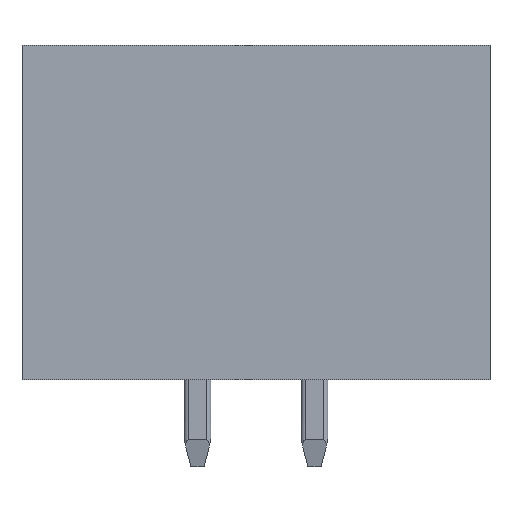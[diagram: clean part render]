
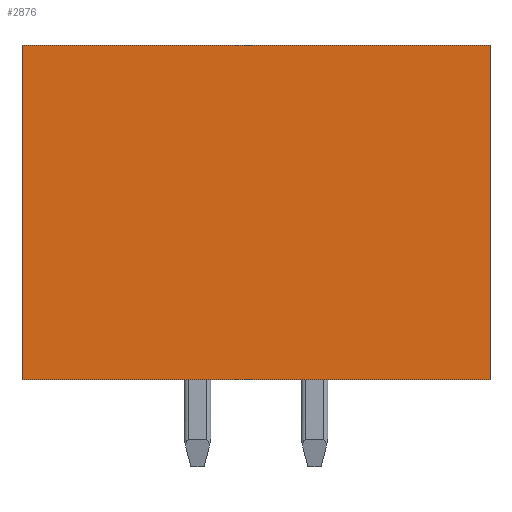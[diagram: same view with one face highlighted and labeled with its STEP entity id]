
A CAD part, front view. The second image highlights one B-rep face of the part: STEP entity #2876.
In plain terms, the highlighted planar face has unit normal (0, -1, 0).
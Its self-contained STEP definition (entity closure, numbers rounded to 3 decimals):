
#1=DIRECTION('',(1.,0.,0.));
#2=VECTOR('',#1,14.);
#3=CARTESIAN_POINT('',(-10.9,-5.3,3.7));
#4=LINE('',#3,#2);
#13=DIRECTION('',(1.,0.,0.));
#14=VECTOR('',#13,14.);
#15=CARTESIAN_POINT('',(-10.9,-5.3,-6.3));
#16=LINE('',#15,#14);
#2194=DIRECTION('',(0.,0.,-1.));
#2195=VECTOR('',#2194,10.);
#2196=CARTESIAN_POINT('',(-10.9,-5.3,3.7));
#2197=LINE('',#2196,#2195);
#2230=DIRECTION('',(0.,0.,-1.));
#2231=VECTOR('',#2230,10.);
#2232=CARTESIAN_POINT('',(3.1,-5.3,3.7));
#2233=LINE('',#2232,#2231);
#2805=CARTESIAN_POINT('',(3.1,-5.3,-6.3));
#2807=VERTEX_POINT('',#2805);
#2809=CARTESIAN_POINT('',(3.1,-5.3,3.7));
#2810=VERTEX_POINT('',#2809);
#2811=CARTESIAN_POINT('',(-10.9,-5.3,-6.3));
#2813=VERTEX_POINT('',#2811);
#2815=CARTESIAN_POINT('',(-10.9,-5.3,3.7));
#2816=VERTEX_POINT('',#2815);
#2861=CARTESIAN_POINT('',(0.,-5.3,3.7));
#2862=DIRECTION('',(0.,-1.,0.));
#2863=DIRECTION('',(0.,0.,-1.));
#2864=AXIS2_PLACEMENT_3D('',#2861,#2862,#2863);
#2865=PLANE('',#2864);
#2867=ORIENTED_EDGE('',*,*,#2866,.F.);
#2869=ORIENTED_EDGE('',*,*,#2868,.F.);
#2871=ORIENTED_EDGE('',*,*,#2870,.T.);
#2873=ORIENTED_EDGE('',*,*,#2872,.T.);
#2874=EDGE_LOOP('',(#2867,#2869,#2871,#2873));
#2875=FACE_OUTER_BOUND('',#2874,.F.);
#2876=ADVANCED_FACE('',(#2875),#2865,.T.);
#2866=EDGE_CURVE('',#2813,#2807,#16,.T.);
#2868=EDGE_CURVE('',#2816,#2813,#2197,.T.);
#2870=EDGE_CURVE('',#2816,#2810,#4,.T.);
#2872=EDGE_CURVE('',#2810,#2807,#2233,.T.);
